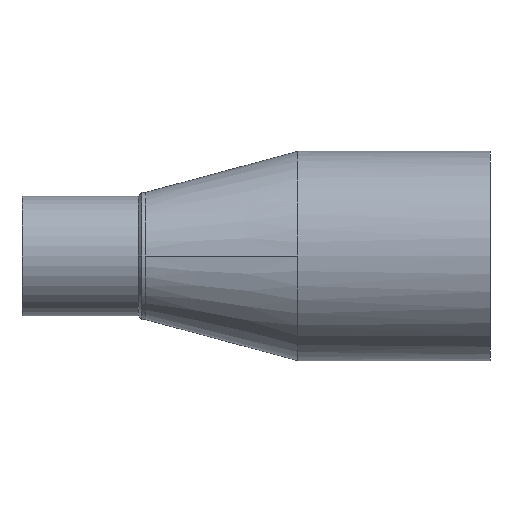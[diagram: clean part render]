
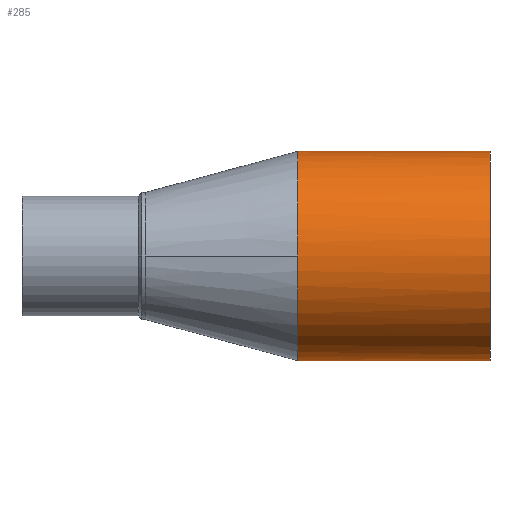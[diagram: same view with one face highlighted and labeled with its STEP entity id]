
A CAD part, front view. The second image highlights one B-rep face of the part: STEP entity #285.
In plain terms, the highlighted cylindrical face has radius 55 mm (diameter 110 mm), a partial arc.
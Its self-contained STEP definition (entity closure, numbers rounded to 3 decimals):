
#153 = VERTEX_POINT( '', #384 );
#163 = VERTEX_POINT( '', #394 );
#193 = EDGE_CURVE( '', #163, #195, #426, .T. );
#195 = VERTEX_POINT( '', #428 );
#215 = EDGE_CURVE( '', #271, #307, #449, .T. );
#229 = EDGE_CURVE( '', #307, #153, #463, .T. );
#271 = VERTEX_POINT( '', #512 );
#283 = EDGE_CURVE( '', #153, #163, #525, .T. );
#285 = ADVANCED_FACE( '', ( #527 ), #528, .T. );
#307 = VERTEX_POINT( '', #551 );
#321 = EDGE_CURVE( '', #195, #271, #566, .T. );
#384 = CARTESIAN_POINT( '', ( 246., 0., -55. ) );
#394 = CARTESIAN_POINT( '', ( 246., 0., 55. ) );
#426 = LINE( '', #1273, #1274 );
#428 = CARTESIAN_POINT( '', ( 145., 0., 55. ) );
#449 = B_SPLINE_CURVE_WITH_KNOTS( '', 3, ( #1345, #1346, #1347, #1348, #1349, #1350, #1351, #1352, #1353, #1354, #1355 ), .UNSPECIFIED., .F., .F., ( 4, 1, 1, 1, 1, 1, 1, 1, 4 ), ( 3.142, 3.338, 3.534, 3.731, 3.927, 4.123, 4.32, 4.516, 4.712 ), .UNSPECIFIED. );
#463 = LINE( '', #1391, #1392 );
#512 = CARTESIAN_POINT( '', ( 145., -55., 0. ) );
#525 = CIRCLE( '', #2025, 55. );
#527 = FACE_OUTER_BOUND( '', #2027, .T. );
#528 = CYLINDRICAL_SURFACE( '', #2028, 55. );
#551 = CARTESIAN_POINT( '', ( 145., 0., -55. ) );
#566 = B_SPLINE_CURVE_WITH_KNOTS( '', 3, ( #2116, #2117, #2118, #2119, #2120, #2121, #2122, #2123, #2124, #2125, #2126 ), .UNSPECIFIED., .F., .F., ( 4, 1, 1, 1, 1, 1, 1, 1, 4 ), ( 1.571, 1.767, 1.963, 2.16, 2.356, 2.553, 2.749, 2.945, 3.142 ), .UNSPECIFIED. );
#1273 = CARTESIAN_POINT( '', ( 145., 0., 55. ) );
#1274 = VECTOR( '', #2234, 1. );
#1345 = CARTESIAN_POINT( '', ( 145., -55., 0. ) );
#1346 = CARTESIAN_POINT( '', ( 145., -55., -3.6 ) );
#1347 = CARTESIAN_POINT( '', ( 145., -54.291, -10.799 ) );
#1348 = CARTESIAN_POINT( '', ( 145., -51.141, -21.183 ) );
#1349 = CARTESIAN_POINT( '', ( 145., -46.026, -30.753 ) );
#1350 = CARTESIAN_POINT( '', ( 145., -39.142, -39.142 ) );
#1351 = CARTESIAN_POINT( '', ( 145., -30.753, -46.026 ) );
#1352 = CARTESIAN_POINT( '', ( 145., -21.183, -51.141 ) );
#1353 = CARTESIAN_POINT( '', ( 145., -10.799, -54.291 ) );
#1354 = CARTESIAN_POINT( '', ( 145., -3.6, -55. ) );
#1355 = CARTESIAN_POINT( '', ( 145., 0., -55. ) );
#1391 = CARTESIAN_POINT( '', ( 145., 0., -55. ) );
#1392 = VECTOR( '', #2251, 1. );
#2025 = AXIS2_PLACEMENT_3D( '', #2335, #2336, #2337 );
#2027 = EDGE_LOOP( '', ( #2339, #2340, #2341, #2342, #2343 ) );
#2028 = AXIS2_PLACEMENT_3D( '', #2344, #2345, #2346 );
#2116 = CARTESIAN_POINT( '', ( 145., 0., 55. ) );
#2117 = CARTESIAN_POINT( '', ( 145., -3.6, 55. ) );
#2118 = CARTESIAN_POINT( '', ( 145., -10.799, 54.291 ) );
#2119 = CARTESIAN_POINT( '', ( 145., -21.183, 51.141 ) );
#2120 = CARTESIAN_POINT( '', ( 145., -30.753, 46.026 ) );
#2121 = CARTESIAN_POINT( '', ( 145., -39.142, 39.142 ) );
#2122 = CARTESIAN_POINT( '', ( 145., -46.026, 30.753 ) );
#2123 = CARTESIAN_POINT( '', ( 145., -51.141, 21.183 ) );
#2124 = CARTESIAN_POINT( '', ( 145., -54.291, 10.799 ) );
#2125 = CARTESIAN_POINT( '', ( 145., -55., 3.6 ) );
#2126 = CARTESIAN_POINT( '', ( 145., -55., 0. ) );
#2234 = DIRECTION( '', ( -1., 0., 0. ) );
#2251 = DIRECTION( '', ( 1., 0., 0. ) );
#2335 = CARTESIAN_POINT( '', ( 246., 0., 0. ) );
#2336 = DIRECTION( '', ( -1., 0., 0. ) );
#2337 = DIRECTION( '', ( 0., 0., -1. ) );
#2339 = ORIENTED_EDGE( '', *, *, #229, .T. );
#2340 = ORIENTED_EDGE( '', *, *, #283, .T. );
#2341 = ORIENTED_EDGE( '', *, *, #193, .T. );
#2342 = ORIENTED_EDGE( '', *, *, #321, .T. );
#2343 = ORIENTED_EDGE( '', *, *, #215, .T. );
#2344 = CARTESIAN_POINT( '', ( 145., 0., 0. ) );
#2345 = DIRECTION( '', ( -1., 0., 0. ) );
#2346 = DIRECTION( '', ( 0., 0., -1. ) );
